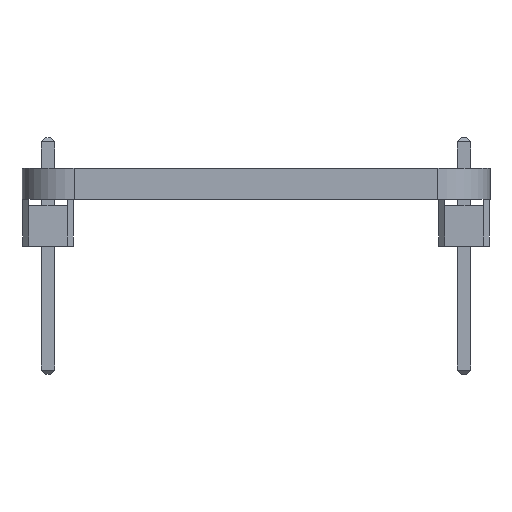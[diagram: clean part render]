
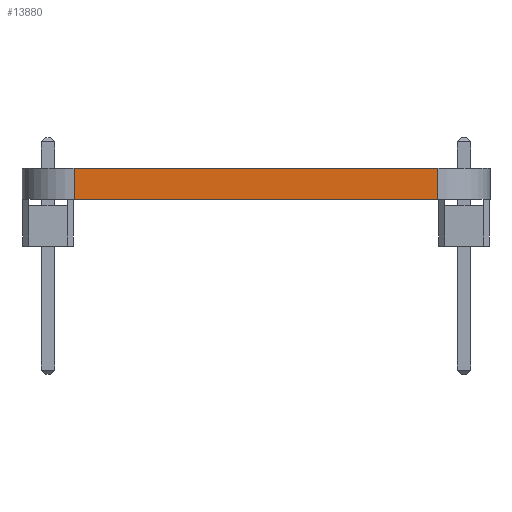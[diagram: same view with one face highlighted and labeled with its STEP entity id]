
A CAD part, left-side view. The second image highlights one B-rep face of the part: STEP entity #13880.
In plain terms, the highlighted planar face has unit normal (-1, 0, 0).
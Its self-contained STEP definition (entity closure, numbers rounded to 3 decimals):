
#754 = PLANE('',#755);
#755 = AXIS2_PLACEMENT_3D('',#756,#757,#758);
#756 = CARTESIAN_POINT('',(-25.4,11.43,2.5));
#757 = DIRECTION('',(0.,0.,1.));
#758 = DIRECTION('',(1.,0.,0.));
#2567 = VERTEX_POINT('',#2568);
#2568 = CARTESIAN_POINT('',(-25.4,8.89,2.5));
#2583 = CYLINDRICAL_SURFACE('',#2584,2.54);
#2584 = AXIS2_PLACEMENT_3D('',#2585,#2586,#2587);
#2585 = CARTESIAN_POINT('',(-22.86,8.89,2.5));
#2586 = DIRECTION('',(0.,0.,1.));
#2587 = DIRECTION('',(0.,1.,0.));
#2595 = EDGE_CURVE('',#2596,#2567,#2598,.T.);
#2596 = VERTEX_POINT('',#2597);
#2597 = CARTESIAN_POINT('',(-25.4,-8.89,2.5));
#2598 = SURFACE_CURVE('',#2599,(#2603,#2610),.PCURVE_S1.);
#2599 = LINE('',#2600,#2601);
#2600 = CARTESIAN_POINT('',(-25.4,-11.43,2.5));
#2601 = VECTOR('',#2602,1.);
#2602 = DIRECTION('',(0.,1.,0.));
#2603 = PCURVE('',#754,#2604);
#2604 = DEFINITIONAL_REPRESENTATION('',(#2605),#2609);
#2605 = LINE('',#2606,#2607);
#2606 = CARTESIAN_POINT('',(0.,-22.86));
#2607 = VECTOR('',#2608,1.);
#2608 = DIRECTION('',(0.,1.));
#2609 = ( GEOMETRIC_REPRESENTATION_CONTEXT(2) 
PARAMETRIC_REPRESENTATION_CONTEXT() REPRESENTATION_CONTEXT('2D SPACE',''
  ) );
#2610 = PCURVE('',#2611,#2616);
#2611 = PLANE('',#2612);
#2612 = AXIS2_PLACEMENT_3D('',#2613,#2614,#2615);
#2613 = CARTESIAN_POINT('',(-25.4,-11.43,2.5));
#2614 = DIRECTION('',(-1.,0.,0.));
#2615 = DIRECTION('',(0.,1.,0.));
#2616 = DEFINITIONAL_REPRESENTATION('',(#2617),#2621);
#2617 = LINE('',#2618,#2619);
#2618 = CARTESIAN_POINT('',(0.,0.));
#2619 = VECTOR('',#2620,1.);
#2620 = DIRECTION('',(1.,0.));
#2621 = ( GEOMETRIC_REPRESENTATION_CONTEXT(2) 
PARAMETRIC_REPRESENTATION_CONTEXT() REPRESENTATION_CONTEXT('2D SPACE',''
  ) );
#2644 = CYLINDRICAL_SURFACE('',#2645,2.54);
#2645 = AXIS2_PLACEMENT_3D('',#2646,#2647,#2648);
#2646 = CARTESIAN_POINT('',(-22.86,-8.89,2.5));
#2647 = DIRECTION('',(0.,0.,1.));
#2648 = DIRECTION('',(0.,-1.,0.));
#13744 = PLANE('',#13745);
#13745 = AXIS2_PLACEMENT_3D('',#13746,#13747,#13748);
#13746 = CARTESIAN_POINT('',(-25.4,11.43,4.024));
#13747 = DIRECTION('',(0.,0.,1.));
#13748 = DIRECTION('',(1.,0.,0.));
#13781 = EDGE_CURVE('',#2567,#13782,#13784,.T.);
#13782 = VERTEX_POINT('',#13783);
#13783 = CARTESIAN_POINT('',(-25.4,8.89,4.024));
#13784 = SURFACE_CURVE('',#13785,(#13789,#13796),.PCURVE_S1.);
#13785 = LINE('',#13786,#13787);
#13786 = CARTESIAN_POINT('',(-25.4,8.89,2.5));
#13787 = VECTOR('',#13788,1.);
#13788 = DIRECTION('',(0.,0.,1.));
#13789 = PCURVE('',#2583,#13790);
#13790 = DEFINITIONAL_REPRESENTATION('',(#13791),#13795);
#13791 = LINE('',#13792,#13793);
#13792 = CARTESIAN_POINT('',(1.571,0.));
#13793 = VECTOR('',#13794,1.);
#13794 = DIRECTION('',(0.,1.));
#13795 = ( GEOMETRIC_REPRESENTATION_CONTEXT(2) 
PARAMETRIC_REPRESENTATION_CONTEXT() REPRESENTATION_CONTEXT('2D SPACE',''
  ) );
#13796 = PCURVE('',#2611,#13797);
#13797 = DEFINITIONAL_REPRESENTATION('',(#13798),#13802);
#13798 = LINE('',#13799,#13800);
#13799 = CARTESIAN_POINT('',(20.32,0.));
#13800 = VECTOR('',#13801,1.);
#13801 = DIRECTION('',(0.,-1.));
#13802 = ( GEOMETRIC_REPRESENTATION_CONTEXT(2) 
PARAMETRIC_REPRESENTATION_CONTEXT() REPRESENTATION_CONTEXT('2D SPACE',''
  ) );
#13880 = ADVANCED_FACE('',(#13881),#2611,.T.);
#13881 = FACE_BOUND('',#13882,.T.);
#13882 = EDGE_LOOP('',(#13883,#13884,#13907,#13928));
#13883 = ORIENTED_EDGE('',*,*,#2595,.F.);
#13884 = ORIENTED_EDGE('',*,*,#13885,.T.);
#13885 = EDGE_CURVE('',#2596,#13886,#13888,.T.);
#13886 = VERTEX_POINT('',#13887);
#13887 = CARTESIAN_POINT('',(-25.4,-8.89,4.024));
#13888 = SURFACE_CURVE('',#13889,(#13893,#13900),.PCURVE_S1.);
#13889 = LINE('',#13890,#13891);
#13890 = CARTESIAN_POINT('',(-25.4,-8.89,2.5));
#13891 = VECTOR('',#13892,1.);
#13892 = DIRECTION('',(0.,0.,1.));
#13893 = PCURVE('',#2611,#13894);
#13894 = DEFINITIONAL_REPRESENTATION('',(#13895),#13899);
#13895 = LINE('',#13896,#13897);
#13896 = CARTESIAN_POINT('',(2.54,0.));
#13897 = VECTOR('',#13898,1.);
#13898 = DIRECTION('',(0.,-1.));
#13899 = ( GEOMETRIC_REPRESENTATION_CONTEXT(2) 
PARAMETRIC_REPRESENTATION_CONTEXT() REPRESENTATION_CONTEXT('2D SPACE',''
  ) );
#13900 = PCURVE('',#2644,#13901);
#13901 = DEFINITIONAL_REPRESENTATION('',(#13902),#13906);
#13902 = LINE('',#13903,#13904);
#13903 = CARTESIAN_POINT('',(-1.571,0.));
#13904 = VECTOR('',#13905,1.);
#13905 = DIRECTION('',(-0.,1.));
#13906 = ( GEOMETRIC_REPRESENTATION_CONTEXT(2) 
PARAMETRIC_REPRESENTATION_CONTEXT() REPRESENTATION_CONTEXT('2D SPACE',''
  ) );
#13907 = ORIENTED_EDGE('',*,*,#13908,.T.);
#13908 = EDGE_CURVE('',#13886,#13782,#13909,.T.);
#13909 = SURFACE_CURVE('',#13910,(#13914,#13921),.PCURVE_S1.);
#13910 = LINE('',#13911,#13912);
#13911 = CARTESIAN_POINT('',(-25.4,-11.43,4.024));
#13912 = VECTOR('',#13913,1.);
#13913 = DIRECTION('',(0.,1.,0.));
#13914 = PCURVE('',#2611,#13915);
#13915 = DEFINITIONAL_REPRESENTATION('',(#13916),#13920);
#13916 = LINE('',#13917,#13918);
#13917 = CARTESIAN_POINT('',(0.,-1.524));
#13918 = VECTOR('',#13919,1.);
#13919 = DIRECTION('',(1.,0.));
#13920 = ( GEOMETRIC_REPRESENTATION_CONTEXT(2) 
PARAMETRIC_REPRESENTATION_CONTEXT() REPRESENTATION_CONTEXT('2D SPACE',''
  ) );
#13921 = PCURVE('',#13744,#13922);
#13922 = DEFINITIONAL_REPRESENTATION('',(#13923),#13927);
#13923 = LINE('',#13924,#13925);
#13924 = CARTESIAN_POINT('',(0.,-22.86));
#13925 = VECTOR('',#13926,1.);
#13926 = DIRECTION('',(0.,1.));
#13927 = ( GEOMETRIC_REPRESENTATION_CONTEXT(2) 
PARAMETRIC_REPRESENTATION_CONTEXT() REPRESENTATION_CONTEXT('2D SPACE',''
  ) );
#13928 = ORIENTED_EDGE('',*,*,#13781,.F.);
